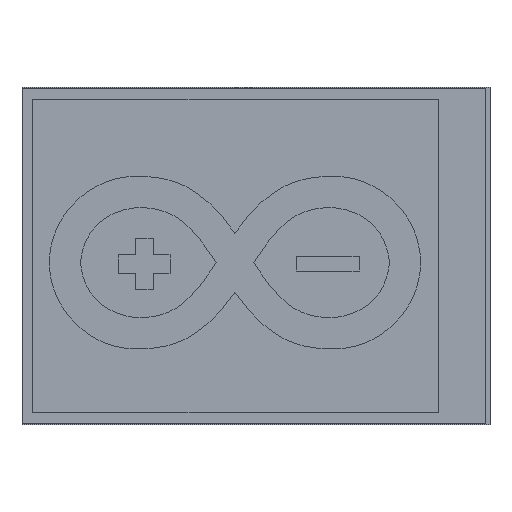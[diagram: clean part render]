
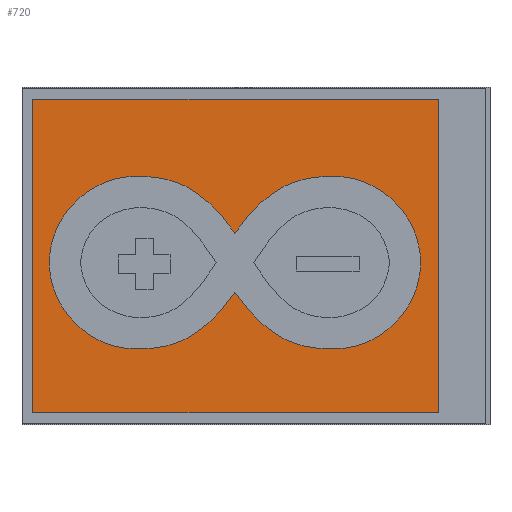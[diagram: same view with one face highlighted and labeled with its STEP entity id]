
A CAD part, front view. The second image highlights one B-rep face of the part: STEP entity #720.
In plain terms, the highlighted face is planar.
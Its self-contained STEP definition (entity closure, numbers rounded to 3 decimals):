
#149 = CARTESIAN_POINT ( 'NONE',  ( 16.049, 4.2, 11.962 ) ) ;
#257 = CARTESIAN_POINT ( 'NONE',  ( -23.096, 4.2, 5.608 ) ) ;
#416 = VECTOR ( 'NONE', #995, 1000. ) ;
#556 = PLANE ( 'NONE',  #8733 ) ;
#720 = ADVANCED_FACE ( 'NONE', ( #9442, #7363 ), #556, .F. ) ;
#995 = DIRECTION ( 'NONE',  ( 0., 0., 1. ) ) ;
#1027 = CARTESIAN_POINT ( 'NONE',  ( 29.318, 4.2, 5.608 ) ) ;
#1264 = VECTOR ( 'NONE', #5161, 1000. ) ;
#1285 = CARTESIAN_POINT ( 'NONE',  ( -5.116, 4.2, 11.065 ) ) ;
#1426 = CARTESIAN_POINT ( 'NONE',  ( -5.116, 4.2, -13.033 ) ) ;
#1493 = CARTESIAN_POINT ( 'NONE',  ( -14.638, 4.2, -13.647 ) ) ;
#1643 = ORIENTED_EDGE ( 'NONE', *, *, #9965, .F. ) ;
#1802 = CARTESIAN_POINT ( 'NONE',  ( -26.975, 4.2, -23.2 ) ) ;
#2147 = CARTESIAN_POINT ( 'NONE',  ( 0., 4.2, -23.2 ) ) ;
#2163 = CARTESIAN_POINT ( 'NONE',  ( -9.827, 4.2, 11.962 ) ) ;
#2231 = LINE ( 'NONE', #3418, #1264 ) ;
#2233 = CARTESIAN_POINT ( 'NONE',  ( 16.049, 4.2, -13.93 ) ) ;
#2598 = EDGE_CURVE ( 'NONE', #4347, #3801, #7938, .T. ) ;
#2750 = EDGE_CURVE ( 'NONE', #3308, #10200, #10903, .T. ) ;
#2817 = CARTESIAN_POINT ( 'NONE',  ( 30.541, 4.2, 1.397 ) ) ;
#2845 = CARTESIAN_POINT ( 'NONE',  ( -26.975, 4.2, 23.2 ) ) ;
#2887 = EDGE_LOOP ( 'NONE', ( #4958, #1643, #11082, #6526 ) ) ;
#2953 = CARTESIAN_POINT ( 'NONE',  ( 1.813, 4.2, 5.258 ) ) ;
#3069 = CARTESIAN_POINT ( 'NONE',  ( -18.996, 4.2, 9.616 ) ) ;
#3203 = ORIENTED_EDGE ( 'NONE', *, *, #4700, .T. ) ;
#3257 = LINE ( 'NONE', #7159, #10746 ) ;
#3293 = CARTESIAN_POINT ( 'NONE',  ( 30.6, 4.2, -0.984 ) ) ;
#3308 = VERTEX_POINT ( 'NONE', #6054 ) ;
#3418 = CARTESIAN_POINT ( 'NONE',  ( 33.025, 4.2, 0. ) ) ;
#3592 = DIRECTION ( 'NONE',  ( 1., 0., 0. ) ) ;
#3597 = VERTEX_POINT ( 'NONE', #8035 ) ;
#3650 = B_SPLINE_CURVE_WITH_KNOTS ( 'NONE', 3,
 ( #6644, #10322, #6728, #4999, #2233, #4889, #9313, #9380, #10205, #11215 ),
 .UNSPECIFIED., .F., .F.,
 ( 4, 1, 1, 1, 1, 1, 1, 4 ),
 ( 0., 0.182, 0.287, 0.432, 0.556, 0.665, 0.81, 1. ),
 .UNSPECIFIED. ) ;
#3801 = VERTEX_POINT ( 'NONE', #1802 ) ;
#3982 = CARTESIAN_POINT ( 'NONE',  ( -24.378, 4.2, -0.984 ) ) ;
#4075 = DIRECTION ( 'NONE',  ( 0., -1., 0. ) ) ;
#4271 = CARTESIAN_POINT ( 'NONE',  ( -0.509, 4.2, -10.02 ) ) ;
#4347 = VERTEX_POINT ( 'NONE', #7551 ) ;
#4649 = VERTEX_POINT ( 'NONE', #3293 ) ;
#4700 = EDGE_CURVE ( 'NONE', #3801, #6190, #10297, .T. ) ;
#4889 = CARTESIAN_POINT ( 'NONE',  ( 20.86, 4.2, -13.647 ) ) ;
#4958 = ORIENTED_EDGE ( 'NONE', *, *, #5814, .T. ) ;
#4999 = CARTESIAN_POINT ( 'NONE',  ( 11.338, 4.2, -13.033 ) ) ;
#5161 = DIRECTION ( 'NONE',  ( 0., 0., -1. ) ) ;
#5787 = ORIENTED_EDGE ( 'NONE', *, *, #11306, .T. ) ;
#5814 = EDGE_CURVE ( 'NONE', #3308, #4649, #3650, .T. ) ;
#6001 = B_SPLINE_CURVE_WITH_KNOTS ( 'NONE', 3,
 ( #10898, #2953, #6620, #1285, #2163, #8382, #3069, #257, #9286, #3982 ),
 .UNSPECIFIED., .F., .F.,
 ( 4, 1, 1, 1, 1, 1, 1, 4 ),
 ( 0., 0.182, 0.287, 0.432, 0.556, 0.665, 0.81, 1. ),
 .UNSPECIFIED. ) ;
#6054 = CARTESIAN_POINT ( 'NONE',  ( 3.111, 4.2, -5.353 ) ) ;
#6190 = VERTEX_POINT ( 'NONE', #2845 ) ;
#6324 = CARTESIAN_POINT ( 'NONE',  ( 3.111, 4.2, 3.385 ) ) ;
#6526 = ORIENTED_EDGE ( 'NONE', *, *, #2750, .F. ) ;
#6620 = CARTESIAN_POINT ( 'NONE',  ( -0.509, 4.2, 8.052 ) ) ;
#6644 = CARTESIAN_POINT ( 'NONE',  ( 3.111, 4.2, -5.353 ) ) ;
#6728 = CARTESIAN_POINT ( 'NONE',  ( 6.731, 4.2, -10.02 ) ) ;
#7159 = CARTESIAN_POINT ( 'NONE',  ( 0., 4.2, 23.2 ) ) ;
#7198 = EDGE_LOOP ( 'NONE', ( #10153, #3203, #5787, #9678 ) ) ;
#7217 = CARTESIAN_POINT ( 'NONE',  ( 25.218, 4.2, 9.616 ) ) ;
#7363 = FACE_BOUND ( 'NONE', #2887, .T. ) ;
#7551 = CARTESIAN_POINT ( 'NONE',  ( 33.025, 4.2, -23.2 ) ) ;
#7559 = CARTESIAN_POINT ( 'NONE',  ( 33.025, 4.2, 23.2 ) ) ;
#7657 = CARTESIAN_POINT ( 'NONE',  ( 1.813, 4.2, -7.226 ) ) ;
#7704 = B_SPLINE_CURVE_WITH_KNOTS ( 'NONE', 3,
 ( #6324, #9801, #8909, #8876, #149, #9884, #7217, #1027, #2817, #8091 ),
 .UNSPECIFIED., .F., .F.,
 ( 4, 1, 1, 1, 1, 1, 1, 4 ),
 ( 0., 0.182, 0.287, 0.432, 0.556, 0.665, 0.81, 1. ),
 .UNSPECIFIED. ) ;
#7722 = CARTESIAN_POINT ( 'NONE',  ( -23.096, 4.2, -7.576 ) ) ;
#7938 = LINE ( 'NONE', #2147, #8061 ) ;
#8035 = CARTESIAN_POINT ( 'NONE',  ( 3.111, 4.2, 3.385 ) ) ;
#8061 = VECTOR ( 'NONE', #8372, 1000. ) ;
#8091 = CARTESIAN_POINT ( 'NONE',  ( 30.6, 4.2, -0.984 ) ) ;
#8372 = DIRECTION ( 'NONE',  ( -1., 0., 0. ) ) ;
#8382 = CARTESIAN_POINT ( 'NONE',  ( -14.638, 4.2, 11.679 ) ) ;
#8594 = CARTESIAN_POINT ( 'NONE',  ( -24.378, 4.2, -0.984 ) ) ;
#8733 = AXIS2_PLACEMENT_3D ( 'NONE', #10334, #4075, #11315 ) ;
#8876 = CARTESIAN_POINT ( 'NONE',  ( 11.338, 4.2, 11.065 ) ) ;
#8909 = CARTESIAN_POINT ( 'NONE',  ( 6.731, 4.2, 8.052 ) ) ;
#9219 = EDGE_CURVE ( 'NONE', #10762, #4347, #2231, .T. ) ;
#9286 = CARTESIAN_POINT ( 'NONE',  ( -24.319, 4.2, 1.397 ) ) ;
#9313 = CARTESIAN_POINT ( 'NONE',  ( 25.218, 4.2, -11.583 ) ) ;
#9380 = CARTESIAN_POINT ( 'NONE',  ( 29.318, 4.2, -7.576 ) ) ;
#9442 = FACE_OUTER_BOUND ( 'NONE', #7198, .T. ) ;
#9678 = ORIENTED_EDGE ( 'NONE', *, *, #9219, .T. ) ;
#9801 = CARTESIAN_POINT ( 'NONE',  ( 4.409, 4.2, 5.258 ) ) ;
#9884 = CARTESIAN_POINT ( 'NONE',  ( 20.86, 4.2, 11.679 ) ) ;
#9965 = EDGE_CURVE ( 'NONE', #3597, #4649, #7704, .T. ) ;
#10153 = ORIENTED_EDGE ( 'NONE', *, *, #2598, .T. ) ;
#10200 = VERTEX_POINT ( 'NONE', #8594 ) ;
#10205 = CARTESIAN_POINT ( 'NONE',  ( 30.541, 4.2, -3.365 ) ) ;
#10297 = LINE ( 'NONE', #10444, #416 ) ;
#10322 = CARTESIAN_POINT ( 'NONE',  ( 4.409, 4.2, -7.226 ) ) ;
#10334 = CARTESIAN_POINT ( 'NONE',  ( 0., 4.2, 0. ) ) ;
#10357 = CARTESIAN_POINT ( 'NONE',  ( -9.827, 4.2, -13.93 ) ) ;
#10444 = CARTESIAN_POINT ( 'NONE',  ( -26.975, 4.2, 0. ) ) ;
#10475 = CARTESIAN_POINT ( 'NONE',  ( -18.996, 4.2, -11.583 ) ) ;
#10623 = EDGE_CURVE ( 'NONE', #3597, #10200, #6001, .T. ) ;
#10746 = VECTOR ( 'NONE', #3592, 1000. ) ;
#10762 = VERTEX_POINT ( 'NONE', #7559 ) ;
#10898 = CARTESIAN_POINT ( 'NONE',  ( 3.111, 4.2, 3.385 ) ) ;
#10903 = B_SPLINE_CURVE_WITH_KNOTS ( 'NONE', 3,
 ( #11336, #7657, #4271, #1426, #10357, #1493, #10475, #7722, #11302, #11181 ),
 .UNSPECIFIED., .F., .F.,
 ( 4, 1, 1, 1, 1, 1, 1, 4 ),
 ( 0., 0.182, 0.287, 0.432, 0.556, 0.665, 0.81, 1. ),
 .UNSPECIFIED. ) ;
#11082 = ORIENTED_EDGE ( 'NONE', *, *, #10623, .T. ) ;
#11181 = CARTESIAN_POINT ( 'NONE',  ( -24.378, 4.2, -0.984 ) ) ;
#11215 = CARTESIAN_POINT ( 'NONE',  ( 30.6, 4.2, -0.984 ) ) ;
#11302 = CARTESIAN_POINT ( 'NONE',  ( -24.319, 4.2, -3.365 ) ) ;
#11306 = EDGE_CURVE ( 'NONE', #6190, #10762, #3257, .T. ) ;
#11315 = DIRECTION ( 'NONE',  ( 0., 0., -1. ) ) ;
#11336 = CARTESIAN_POINT ( 'NONE',  ( 3.111, 4.2, -5.353 ) ) ;
